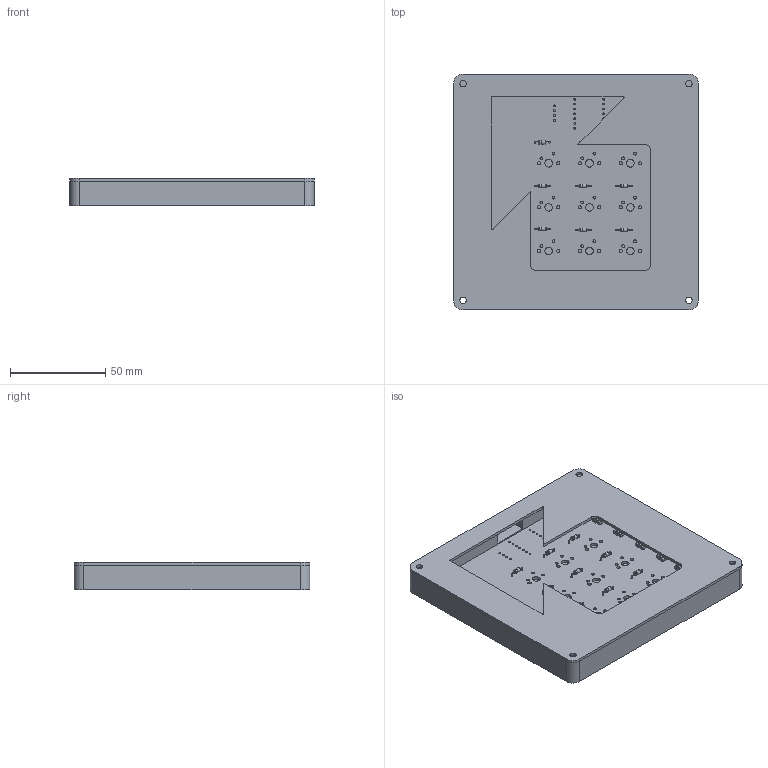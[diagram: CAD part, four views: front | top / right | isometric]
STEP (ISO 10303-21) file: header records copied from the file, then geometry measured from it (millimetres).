
FILE_DESCRIPTION(/* description */ (''),/* implementation_level */ '2;1');
FILE_NAME(/* name */ 'ASSEMBLY.step',/* time_stamp */ '2025-08-08T16:59:19-07:00',/* author */ (''),/* organization */ (''),/* preprocessor_version */ 'ST-DEVELOPER v20.1',/* originating_system */ 'Autodesk Translation Framework v14.10.0.0',/* authorisation */ '');
FILE_SCHEMA (('AUTOMOTIVE_DESIGN { 1 0 10303 214 3 1 1 }'));
Length unit declared in the file: millimetre
Products named in the file (7): PCB Base; VROOOOOOMpad; hackpadPcb 1; hackpadPcb_PCB; D_DO-35_SOD27_P7.62mm_Horizontal; LED_SK6812_PLCC4_5.0x5.0mm_P3.2mm; Top
Assembly tree (29 placements, depth 3):
  PCB Base
    VROOOOOOMpad
    hackpadPcb 1
      D_DO-35_SOD27_P7.62mm_Horizontal  x9
      LED_SK6812_PLCC4_5.0x5.0mm_P3.2mm  x16
      hackpadPcb_PCB
    Top
Bounding box: 128.5 x 123.75 x 14.5 mm (x, y, z)
Volume: 123319.4 mm3; surface area: 88278.3 mm2
Topology: 37 solids, 37 shells, 1644 faces, 4480 edges, 2906 vertices
Faces by surface type: plane 883, cylinder 521, bspline 188, torus 36, cone 16
Full cylindrical faces by diameter (mm): 0.5 x27, 0.8 x18, 0.889 x14, 1 x9, 1.5 x18, 1.7 x18, 2 x18, 2.02 x9, 3.333 x16, 3.4 x8, 4 x9, 6 x4
Entity records: 18455 total; most frequent: CARTESIAN_POINT 5991, ORIENTED_EDGE 2722, DIRECTION 1965, EDGE_CURVE 1361, VERTEX_POINT 902, EDGE_LOOP 719, LINE 693, VECTOR 693
